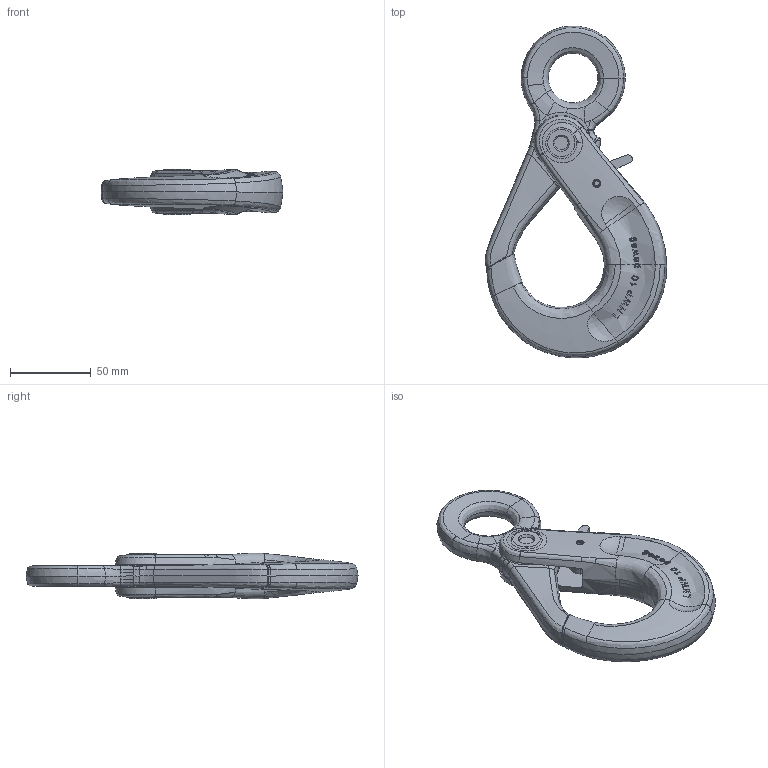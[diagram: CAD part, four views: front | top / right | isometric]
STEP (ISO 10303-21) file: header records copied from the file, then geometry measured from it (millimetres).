
FILE_DESCRIPTION(('STEP AP214'),'1');
FILE_NAME('lhwp_10.stp','2018-02-22T10:43:16',('TraceParts'),('TraceParts S.A.'),'Spatial InterOp 3D',' ',' ');
FILE_SCHEMA(('automotive_design'));
Length unit declared in the file: millimetre
Products named in the file (18): lhwp_10_1; lhwp_10_2; lhwp_10_3; lhwp_10_4; lhwp_10_5; lhwp_10_6; lhwp_10_7; lhwp_10_8; lhwp_10_9; lhwp_10_10; lhwp_10_11; lhwp_10_12; lhwp_10_13; lhwp_10_14; lhwp_10_15; lhwp_10_16; lhwp_10_17; lhwp_10_18
Bounding box: 112.62 x 205.98 x 28.18 mm (x, y, z)
Volume: 196067.3 mm3; surface area: 50437.4 mm2
Topology: 18 solids, 18 shells, 548 faces, 1446 edges, 904 vertices
Faces by surface type: bspline 231, plane 136, extrusion 90, cylinder 69, cone 16, torus 4, revolution 2
Entity records: 43080 total; most frequent: CARTESIAN_POINT 27435, ORIENTED_EDGE 2832, EDGE_CURVE 1416, DIRECTION 1210, B_SPLINE_CURVE_WITH_KNOTS 1032, VERTEX_POINT 904, EDGE_LOOP 576, STYLED_ITEM 566
